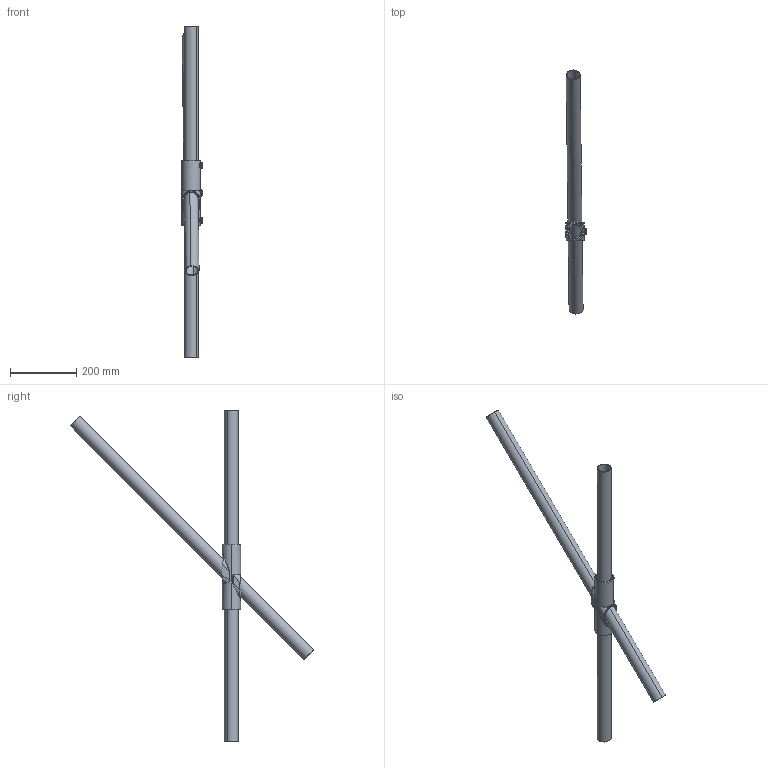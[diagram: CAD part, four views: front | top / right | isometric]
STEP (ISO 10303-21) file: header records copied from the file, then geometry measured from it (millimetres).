
FILE_DESCRIPTION (( 'STEP AP203' ), '1' );
FILE_NAME ('130-C42.step', '2015-09-17T16:17:52', ( '' ), ( '' ), 'SwSTEP 2.0', 'SolidWorks 2015', '' );
FILE_SCHEMA (( 'CONFIG_CONTROL_DESIGN' ));
Length unit declared in the file: millimetre
Products named in the file (4): 130-C42 Teil1; 130-C42 Teil3; 130-C42 Teil2; 130-C42
Assembly tree (6 placements, depth 2):
  130-C42
    130-C42 Teil1
    130-C42 Teil2  x3
    130-C42 Teil3  x2
Bounding box: 61.5 x 737.09 x 1000 mm (x, y, z)
Volume: 922438.1 mm3; surface area: 563364.4 mm2
Topology: 6 solids, 6 shells, 211 faces, 525 edges, 320 vertices
Faces by surface type: bspline 86, cylinder 66, plane 35, torus 20, sphere 4
Entity records: 16015 total; most frequent: CARTESIAN_POINT 12522, ORIENTED_EDGE 798, EDGE_CURVE 399, DIRECTION 364, VERTEX_POINT 247, B_SPLINE_CURVE_WITH_KNOTS 247, EDGE_LOOP 164, FACE_OUTER_BOUND 153
